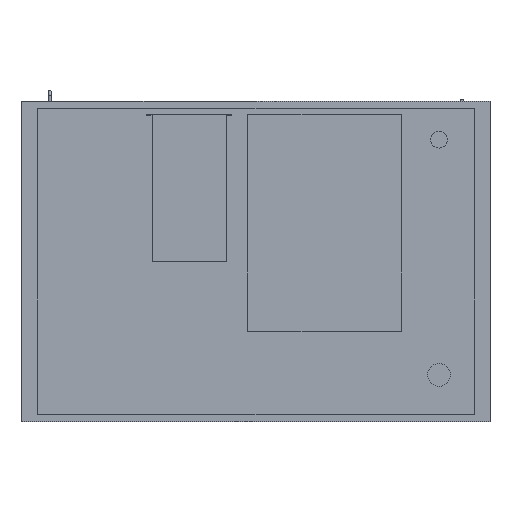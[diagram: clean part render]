
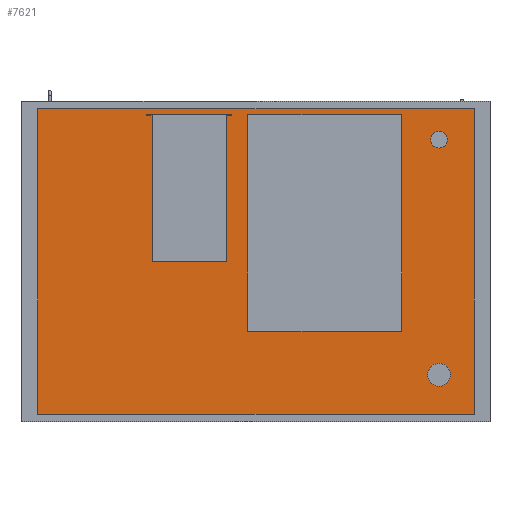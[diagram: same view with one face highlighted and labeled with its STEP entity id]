
A CAD part, front view. The second image highlights one B-rep face of the part: STEP entity #7621.
In plain terms, the highlighted planar face has unit normal (0, -1, 0).
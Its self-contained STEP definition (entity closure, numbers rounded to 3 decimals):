
#116=FACE_BOUND('',#996,.T.);
#117=FACE_BOUND('',#997,.T.);
#137=PLANE('',#8165);
#525=FACE_OUTER_BOUND('',#995,.T.);
#995=EDGE_LOOP('',(#5380,#5381,#5382,#5383));
#996=EDGE_LOOP('',(#5384));
#997=EDGE_LOOP('',(#5385));
#1473=LINE('',#11040,#2404);
#1477=LINE('',#11048,#2408);
#1480=LINE('',#11054,#2411);
#1483=LINE('',#11059,#2414);
#2404=VECTOR('',#8830,10.);
#2408=VECTOR('',#8836,10.);
#2411=VECTOR('',#8841,10.);
#2414=VECTOR('',#8846,10.);
#3322=CIRCLE('',#8149,20.);
#3324=CIRCLE('',#8153,27.5);
#3492=VERTEX_POINT('',#11001);
#3494=VERTEX_POINT('',#11008);
#3503=VERTEX_POINT('',#11038);
#3504=VERTEX_POINT('',#11039);
#3507=VERTEX_POINT('',#11047);
#3509=VERTEX_POINT('',#11053);
#4227=EDGE_CURVE('',#3492,#3492,#3322,.T.);
#4230=EDGE_CURVE('',#3494,#3494,#3324,.T.);
#4243=EDGE_CURVE('',#3503,#3504,#1473,.T.);
#4247=EDGE_CURVE('',#3507,#3503,#1477,.T.);
#4250=EDGE_CURVE('',#3509,#3507,#1480,.T.);
#4253=EDGE_CURVE('',#3504,#3509,#1483,.T.);
#5380=ORIENTED_EDGE('',*,*,#4253,.F.);
#5381=ORIENTED_EDGE('',*,*,#4243,.F.);
#5382=ORIENTED_EDGE('',*,*,#4247,.F.);
#5383=ORIENTED_EDGE('',*,*,#4250,.F.);
#5384=ORIENTED_EDGE('',*,*,#4227,.T.);
#5385=ORIENTED_EDGE('',*,*,#4230,.T.);
#7621=ADVANCED_FACE('',(#525,#116,#117),#137,.F.);
#8149=AXIS2_PLACEMENT_3D('',#11003,#8793,#8794);
#8153=AXIS2_PLACEMENT_3D('',#11010,#8802,#8803);
#8165=AXIS2_PLACEMENT_3D('',#11062,#8850,#8851);
#8793=DIRECTION('center_axis',(0.,1.,0.));
#8794=DIRECTION('ref_axis',(1.,0.,0.));
#8802=DIRECTION('center_axis',(0.,1.,0.));
#8803=DIRECTION('ref_axis',(1.,0.,0.));
#8830=DIRECTION('',(0.,0.,1.));
#8836=DIRECTION('',(-1.,0.,0.));
#8841=DIRECTION('',(0.,0.,-1.));
#8846=DIRECTION('',(1.,0.,0.));
#8850=DIRECTION('center_axis',(0.,1.,0.));
#8851=DIRECTION('ref_axis',(0.,0.,1.));
#11001=CARTESIAN_POINT('',(420.,0.,292.5));
#11003=CARTESIAN_POINT('Origin',(440.,0.,292.5));
#11008=CARTESIAN_POINT('',(412.5,0.,-272.5));
#11010=CARTESIAN_POINT('Origin',(440.,0.,-272.5));
#11038=CARTESIAN_POINT('',(-525.,0.,-367.5));
#11039=CARTESIAN_POINT('',(-525.,0.,367.5));
#11040=CARTESIAN_POINT('',(-525.,0.,-367.5));
#11047=CARTESIAN_POINT('',(525.,0.,-367.5));
#11048=CARTESIAN_POINT('',(525.,0.,-367.5));
#11053=CARTESIAN_POINT('',(525.,0.,367.5));
#11054=CARTESIAN_POINT('',(525.,0.,367.5));
#11059=CARTESIAN_POINT('',(-525.,0.,367.5));
#11062=CARTESIAN_POINT('Origin',(0.,0.,0.));
